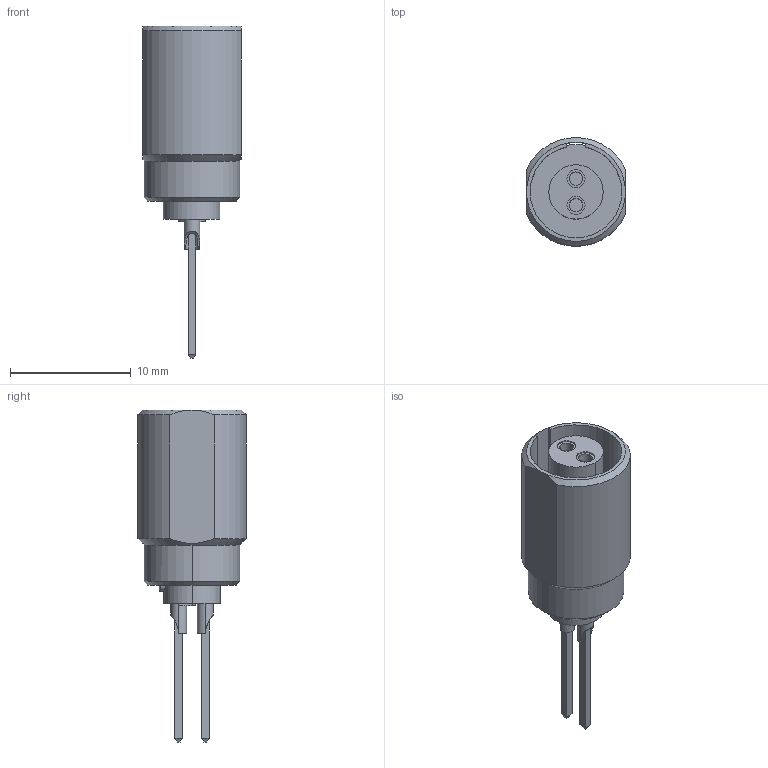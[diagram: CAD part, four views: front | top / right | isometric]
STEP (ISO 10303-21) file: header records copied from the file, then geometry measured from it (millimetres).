
FILE_DESCRIPTION((''),'2;1');
FILE_NAME('LEMO_EDA-02832-V1-0_Part1.stp','2013-09-23T17:37:37',(''),(''),'Mechanical Desktop 2011','Mechanical Desktop 2011',', , ');
FILE_SCHEMA(('AUTOMOTIVE_DESIGN { 1 2 10303 214 1 1 1 1 }'));
Length unit declared in the file: millimetre
Products named in the file (1): Product
Bounding box: 8.2 x 9 x 27.5 mm (x, y, z)
Volume: 527.1 mm3; surface area: 1405.7 mm2
Topology: 11 solids, 11 shells, 107 faces, 229 edges, 142 vertices
Faces by surface type: plane 57, cylinder 44, cone 6
Entity records: 3158 total; most frequent: CARTESIAN_POINT 733, DIRECTION 508, ORIENTED_EDGE 458, EDGE_CURVE 229, AXIS2_PLACEMENT_3D 191, VERTEX_POINT 142, VECTOR 126, LINE 126
